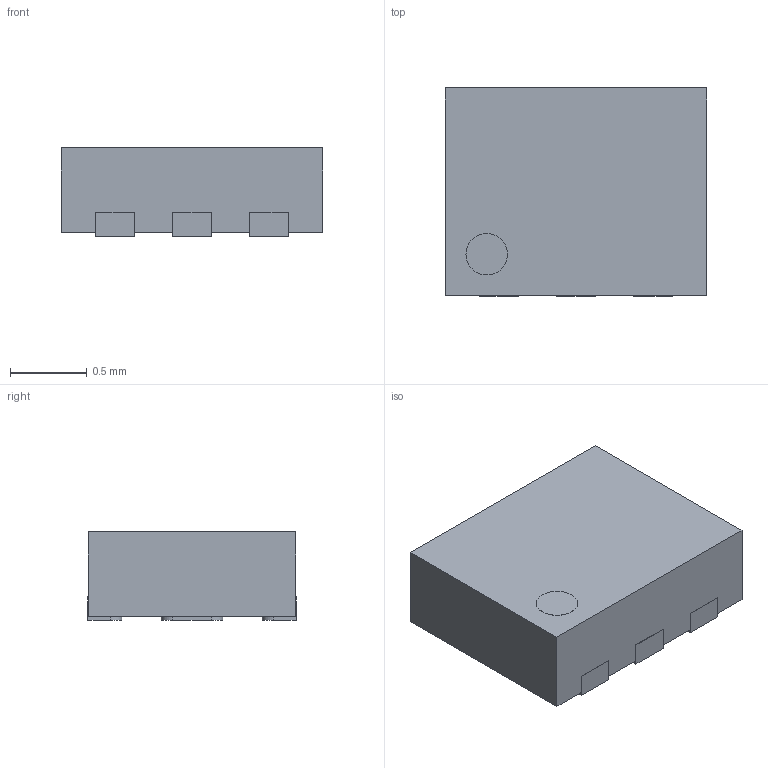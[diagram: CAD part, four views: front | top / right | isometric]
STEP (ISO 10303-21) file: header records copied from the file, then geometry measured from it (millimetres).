
FILE_DESCRIPTION(/* description */ (''),/* implementation_level */ '2;1');
FILE_NAME(/* name */ '39060408.stp',/* time_stamp */ '2014-12-29T15:29:20+01:00',/* author */ ('brotzinger'),/* organization */ (''),/* preprocessor_version */ 'ST-DEVELOPER v15.2',/* originating_system */ 'Autodesk Inventor 2014',/* authorisation */ '');
FILE_SCHEMA (('AUTOMOTIVE_DESIGN { 1 0 10303 214 3 1 1 }'));
Length unit declared in the file: millimetre
Products named in the file (1): 39060408
Bounding box: 1.7 x 1.35 x 0.58 mm (x, y, z)
Volume: 1.3 mm3; surface area: 8.1 mm2
Topology: 1 solids, 1 shells, 65 faces, 183 edges, 122 vertices
Faces by surface type: plane 48, cylinder 17
Full cylindrical faces by diameter (mm): 0.27 x1
Entity records: 2175 total; most frequent: CARTESIAN_POINT 370, ORIENTED_EDGE 364, DIRECTION 348, EDGE_CURVE 182, LINE 148, VECTOR 148, VERTEX_POINT 122, AXIS2_PLACEMENT_3D 100
